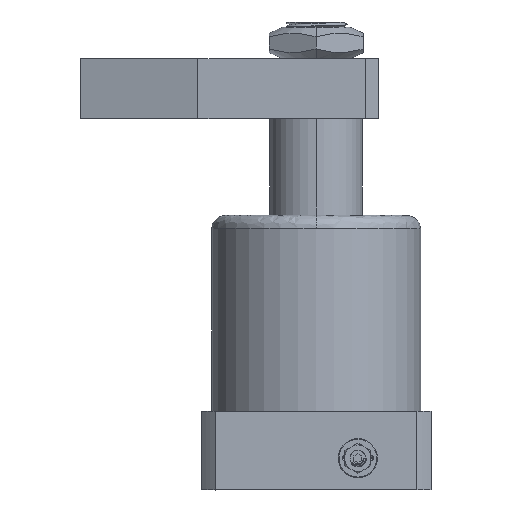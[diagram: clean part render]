
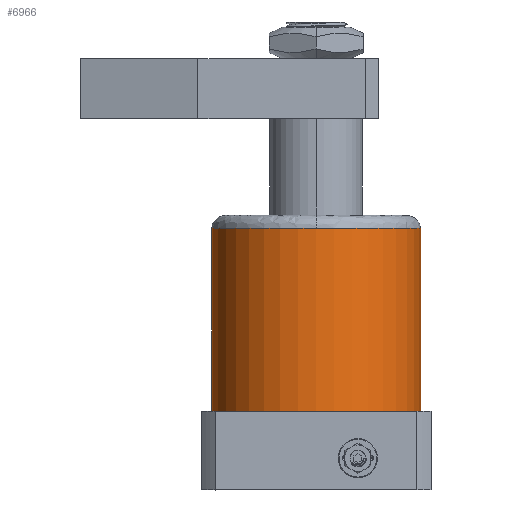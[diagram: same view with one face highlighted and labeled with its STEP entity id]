
A CAD part, top view. The second image highlights one B-rep face of the part: STEP entity #6966.
In plain terms, the highlighted cylindrical face has radius 40 mm (diameter 80 mm), a partial arc.
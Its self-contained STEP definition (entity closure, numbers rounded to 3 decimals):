
#376 = VECTOR ( 'NONE', #4334, 1000. ) ;
#454 = EDGE_CURVE ( 'NONE', #32460, #30372, #8402, .T. ) ;
#1063 = EDGE_CURVE ( 'NONE', #2451, #32460, #26482, .T. ) ;
#2451 = VERTEX_POINT ( 'NONE', #28633 ) ;
#3742 = DIRECTION ( 'NONE',  ( 0., 1., 0. ) ) ;
#4334 = DIRECTION ( 'NONE',  ( 0., 1., 0. ) ) ;
#4454 = ORIENTED_EDGE ( 'NONE', *, *, #22635, .T. ) ;
#4707 = DIRECTION ( 'NONE',  ( -1., 0., 0. ) ) ;
#4964 = CARTESIAN_POINT ( 'NONE',  ( 0., 30., 0. ) ) ;
#6548 = VECTOR ( 'NONE', #9645, 1000. ) ;
#6716 = CARTESIAN_POINT ( 'NONE',  ( 0., 100., 0. ) ) ;
#6966 = ADVANCED_FACE ( 'NONE', ( #18410 ), #13979, .T. ) ;
#6986 = CARTESIAN_POINT ( 'NONE',  ( 0., 100., 0. ) ) ;
#7071 = CARTESIAN_POINT ( 'NONE',  ( 40., 30., 0. ) ) ;
#8134 = CARTESIAN_POINT ( 'NONE',  ( -40., 100., 0. ) ) ;
#8338 = AXIS2_PLACEMENT_3D ( 'NONE', #30039, #24345, #12957 ) ;
#8402 = LINE ( 'NONE', #18042, #6548 ) ;
#8685 = CIRCLE ( 'NONE', #18813, 40. ) ;
#9125 = EDGE_CURVE ( 'NONE', #19572, #28320, #8685, .T. ) ;
#9645 = DIRECTION ( 'NONE',  ( 0., 1., 0. ) ) ;
#9842 = DIRECTION ( 'NONE',  ( 0., 1., 0. ) ) ;
#12415 = ORIENTED_EDGE ( 'NONE', *, *, #9125, .F. ) ;
#12957 = DIRECTION ( 'NONE',  ( -1., 0., 0. ) ) ;
#13862 = CARTESIAN_POINT ( 'NONE',  ( -40., 30., 0. ) ) ;
#13979 = CYLINDRICAL_SURFACE ( 'NONE', #35412, 40. ) ;
#15319 = ORIENTED_EDGE ( 'NONE', *, *, #1063, .F. ) ;
#15739 = CARTESIAN_POINT ( 'NONE',  ( 0., 100., 40. ) ) ;
#16339 = LINE ( 'NONE', #7071, #376 ) ;
#17906 = AXIS2_PLACEMENT_3D ( 'NONE', #6986, #9842, #34962 ) ;
#18042 = CARTESIAN_POINT ( 'NONE',  ( -40., 30., 0. ) ) ;
#18410 = FACE_OUTER_BOUND ( 'NONE', #36292, .T. ) ;
#18813 = AXIS2_PLACEMENT_3D ( 'NONE', #6716, #3742, #34679 ) ;
#19572 = VERTEX_POINT ( 'NONE', #15739 ) ;
#21444 = DIRECTION ( 'NONE',  ( 0., 1., 0. ) ) ;
#22635 = EDGE_CURVE ( 'NONE', #2451, #28320, #16339, .T. ) ;
#23665 = EDGE_CURVE ( 'NONE', #30372, #19572, #34459, .T. ) ;
#24019 = ORIENTED_EDGE ( 'NONE', *, *, #23665, .F. ) ;
#24345 = DIRECTION ( 'NONE',  ( 0., -1., 0. ) ) ;
#26046 = CARTESIAN_POINT ( 'NONE',  ( 40., 100., 0. ) ) ;
#26482 = CIRCLE ( 'NONE', #8338, 40. ) ;
#28320 = VERTEX_POINT ( 'NONE', #26046 ) ;
#28633 = CARTESIAN_POINT ( 'NONE',  ( 40., 30., 0. ) ) ;
#30039 = CARTESIAN_POINT ( 'NONE',  ( 0., 30., 0. ) ) ;
#30372 = VERTEX_POINT ( 'NONE', #8134 ) ;
#32460 = VERTEX_POINT ( 'NONE', #13862 ) ;
#34459 = CIRCLE ( 'NONE', #17906, 40. ) ;
#34679 = DIRECTION ( 'NONE',  ( 0., 0., 1. ) ) ;
#34962 = DIRECTION ( 'NONE',  ( 0., 0., 1. ) ) ;
#35412 = AXIS2_PLACEMENT_3D ( 'NONE', #4964, #21444, #4707 ) ;
#35761 = ORIENTED_EDGE ( 'NONE', *, *, #454, .F. ) ;
#36292 = EDGE_LOOP ( 'NONE', ( #15319, #4454, #12415, #24019, #35761 ) ) ;
